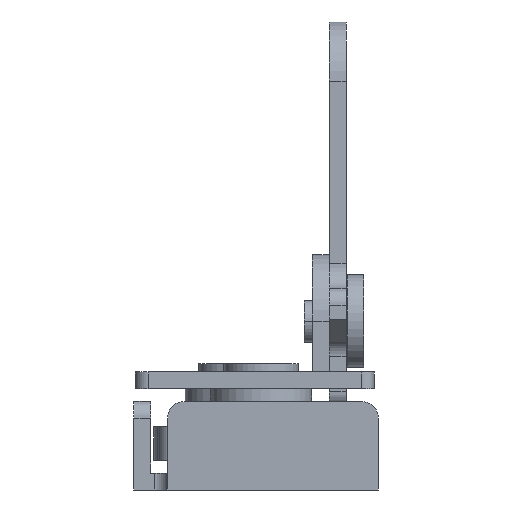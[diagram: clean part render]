
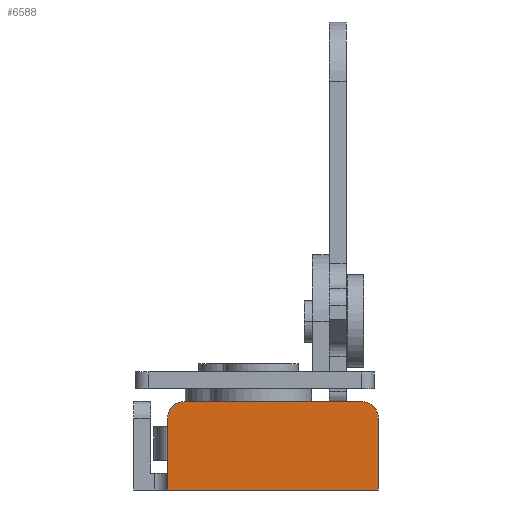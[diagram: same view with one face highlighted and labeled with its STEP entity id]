
A CAD part, front view. The second image highlights one B-rep face of the part: STEP entity #6588.
In plain terms, the highlighted planar face has unit normal (0, -1, 0).
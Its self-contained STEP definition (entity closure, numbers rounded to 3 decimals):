
#29 = EDGE_CURVE ( 'NONE', #3684, #3980, #3334, .T. ) ;
#36 = EDGE_CURVE ( 'NONE', #3684, #3873, #1449, .T. ) ;
#37 = EDGE_CURVE ( 'NONE', #3980, #3663, #1452, .T. ) ;
#38 = EDGE_CURVE ( 'NONE', #3676, #3488, #1455, .T. ) ;
#39 = EDGE_CURVE ( 'NONE', #3663, #3676, #3314, .T. ) ;
#42 = EDGE_CURVE ( 'NONE', #3488, #3873, #1466, .T. ) ;
#494 = CARTESIAN_POINT ( 'NONE',  ( 13.9, -31.7, 2. ) ) ;
#498 = FACE_OUTER_BOUND ( 'NONE', #3937, .T. ) ;
#499 = PLANE ( 'NONE',  #2818 ) ;
#501 = DIRECTION ( 'NONE',  ( 0., 1., 0. ) ) ;
#502 = DIRECTION ( 'NONE',  ( -1., 0., 0. ) ) ;
#874 = CARTESIAN_POINT ( 'NONE',  ( 13.9, -31.7, 8.5 ) ) ;
#934 = CARTESIAN_POINT ( 'NONE',  ( 13.9, -31.7, 0. ) ) ;
#961 = CARTESIAN_POINT ( 'NONE',  ( 11.9, -31.7, 10.5 ) ) ;
#1429 = CARTESIAN_POINT ( 'NONE',  ( 11.9, -31.7, 8.5 ) ) ;
#1430 = DIRECTION ( 'NONE',  ( 0., -1., 0. ) ) ;
#1431 = DIRECTION ( 'NONE',  ( -1., 0., 0. ) ) ;
#1449 = LINE ( 'NONE', #1450, #3333 ) ;
#1450 = CARTESIAN_POINT ( 'NONE',  ( 13.9, -31.7, 2. ) ) ;
#1451 = DIRECTION ( 'NONE',  ( 0., 0., -1. ) ) ;
#1452 = LINE ( 'NONE', #1453, #3305 ) ;
#1453 = CARTESIAN_POINT ( 'NONE',  ( -11.1, -31.7, 10.5 ) ) ;
#1454 = DIRECTION ( 'NONE',  ( -1., 0., 0. ) ) ;
#1455 = LINE ( 'NONE', #1456, #3310 ) ;
#1456 = CARTESIAN_POINT ( 'NONE',  ( -11.1, -31.7, 7.3 ) ) ;
#1457 = DIRECTION ( 'NONE',  ( 0., 0., -1. ) ) ;
#1459 = CARTESIAN_POINT ( 'NONE',  ( -9.1, -31.7, 8.5 ) ) ;
#1460 = DIRECTION ( 'NONE',  ( 0., -1., 0. ) ) ;
#1461 = DIRECTION ( 'NONE',  ( -1., 0., 0. ) ) ;
#1466 = LINE ( 'NONE', #1467, #3307 ) ;
#1467 = CARTESIAN_POINT ( 'NONE',  ( 13.9, -31.7, 0. ) ) ;
#1468 = DIRECTION ( 'NONE',  ( 1., 0., 0. ) ) ;
#1899 = CARTESIAN_POINT ( 'NONE',  ( -11.1, -31.7, 0. ) ) ;
#1935 = CARTESIAN_POINT ( 'NONE',  ( -9.1, -31.7, 10.5 ) ) ;
#1948 = CARTESIAN_POINT ( 'NONE',  ( -11.1, -31.7, 8.5 ) ) ;
#2818 = AXIS2_PLACEMENT_3D ( 'NONE', #494, #501, #502 ) ;
#3305 = VECTOR ( 'NONE', #1454, 1000. ) ;
#3307 = VECTOR ( 'NONE', #1468, 1000. ) ;
#3310 = VECTOR ( 'NONE', #1457, 1000. ) ;
#3314 = CIRCLE ( 'NONE', #3317, 2. ) ;
#3317 = AXIS2_PLACEMENT_3D ( 'NONE', #1459, #1460, #1461 ) ;
#3328 = AXIS2_PLACEMENT_3D ( 'NONE', #1429, #1430, #1431 ) ;
#3333 = VECTOR ( 'NONE', #1451, 1000. ) ;
#3334 = CIRCLE ( 'NONE', #3328, 2. ) ;
#3488 = VERTEX_POINT ( 'NONE', #1899 ) ;
#3494 = ORIENTED_EDGE ( 'NONE', *, *, #37, .T. ) ;
#3508 = ORIENTED_EDGE ( 'NONE', *, *, #39, .T. ) ;
#3509 = ORIENTED_EDGE ( 'NONE', *, *, #38, .T. ) ;
#3663 = VERTEX_POINT ( 'NONE', #1935 ) ;
#3676 = VERTEX_POINT ( 'NONE', #1948 ) ;
#3684 = VERTEX_POINT ( 'NONE', #874 ) ;
#3873 = VERTEX_POINT ( 'NONE', #934 ) ;
#3937 = EDGE_LOOP ( 'NONE', ( #4012, #4014, #3494, #3508, #3509, #3993 ) ) ;
#3980 = VERTEX_POINT ( 'NONE', #961 ) ;
#3993 = ORIENTED_EDGE ( 'NONE', *, *, #42, .T. ) ;
#4012 = ORIENTED_EDGE ( 'NONE', *, *, #36, .F. ) ;
#4014 = ORIENTED_EDGE ( 'NONE', *, *, #29, .T. ) ;
#6588 = ADVANCED_FACE ( 'NONE', ( #498 ), #499, .F. ) ;
